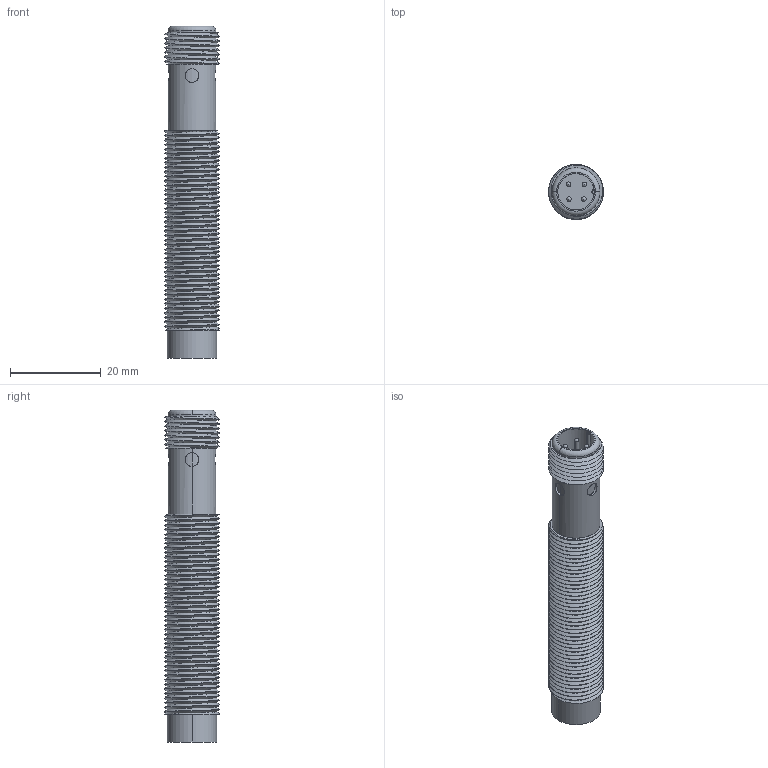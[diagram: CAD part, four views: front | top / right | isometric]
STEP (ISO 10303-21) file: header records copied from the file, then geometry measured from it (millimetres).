
FILE_DESCRIPTION (( 'STEP AP203' ), '1' );
FILE_NAME ('W1CN-M1204N-OEU4.STEP', '2025-03-13T02:53:30', ( '' ), ( '' ), 'SwSTEP 2.0', 'SolidWorks 2024', '' );
FILE_SCHEMA (( 'CONFIG_CONTROL_DESIGN' ));
Length unit declared in the file: millimetre
Products named in the file (10): W1CN-M1204N-OEU4; 零件-标准型埋入管子; 插针1 - 副本; 插针1; plog壳2; 装配体M12-Plug; 零件-接头处螺纹; 插针1 - 副本 (3); 零件-露出感应壳6mm; 插针1 - 副本 (4)
Assembly tree (9 placements, depth 3):
  W1CN-M1204N-OEU4
    零件-接头处螺纹
    零件-露出感应壳6mm
    装配体M12-Plug
      plog壳2
      插针1
      插针1 - 副本
      插针1 - 副本 (3)
      插针1 - 副本 (4)
    零件-标准型埋入管子
Bounding box: 12.04 x 12.03 x 73 mm (x, y, z)
Volume: 3003.7 mm3; surface area: 7224.2 mm2
Topology: 8 solids, 8 shells, 161 faces, 427 edges, 284 vertices
Faces by surface type: cylinder 126, plane 24, bspline 4, sphere 4, torus 3
Entity records: 12464 total; most frequent: CARTESIAN_POINT 7983, ORIENTED_EDGE 830, DIRECTION 622, EDGE_CURVE 415, VERTEX_POINT 276, AXIS2_PLACEMENT_3D 245, EDGE_LOOP 177, ADVANCED_FACE 161
